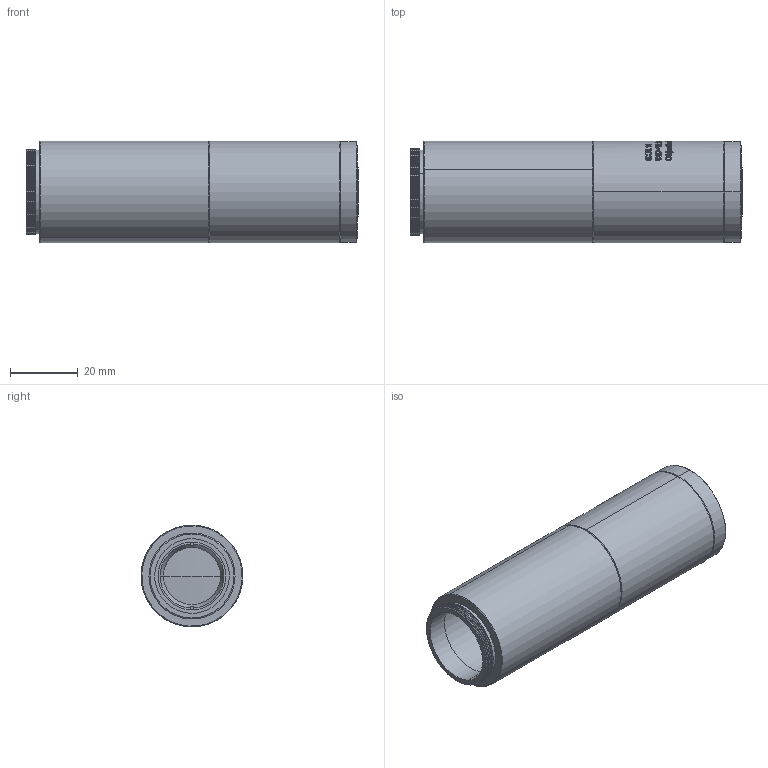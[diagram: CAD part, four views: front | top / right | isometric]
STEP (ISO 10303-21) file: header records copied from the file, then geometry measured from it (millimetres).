
FILE_DESCRIPTION (( 'STEP AP203' ), '1' );
FILE_NAME ('Web Model 88353_Default.step', '2019-05-28T15:20:13', ( '' ), ( '' ), 'SwSTEP 2.0', 'SolidWorks 2018', '' );
FILE_SCHEMA (( 'CONFIG_CONTROL_DESIGN' ));
Length unit declared in the file: millimetre
Products named in the file (1): Web Model 88353_Default
Bounding box: 98.01 x 30 x 30 mm (x, y, z)
Volume: 41377.5 mm3; surface area: 17967.2 mm2
Topology: 4 solids, 5 shells, 692 faces, 1799 edges, 1184 vertices
Faces by surface type: bspline 295, plane 219, cylinder 108, cone 62, sphere 8
Entity records: 46196 total; most frequent: CARTESIAN_POINT 31536, ORIENTED_EDGE 3594, DIRECTION 2036, EDGE_CURVE 1797, VERTEX_POINT 1184, B_SPLINE_CURVE_WITH_KNOTS 946, AXIS2_PLACEMENT_3D 787, EDGE_LOOP 765
